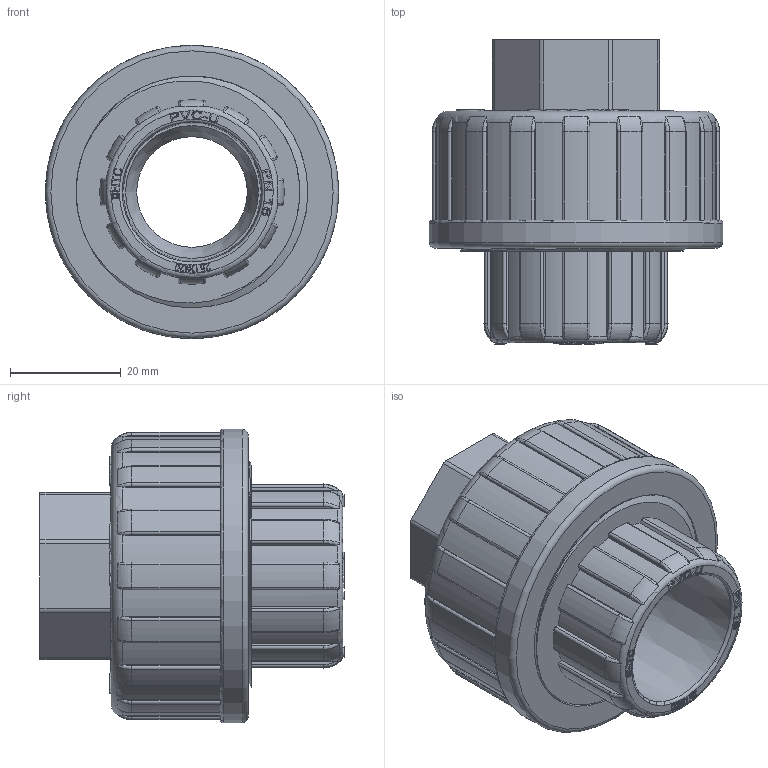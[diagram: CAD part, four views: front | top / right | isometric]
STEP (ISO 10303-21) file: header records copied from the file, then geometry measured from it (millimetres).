
FILE_DESCRIPTION(/* description */ (''),/* implementation_level */ '2;1');
FILE_NAME(/* name */ '25不锈钢内螺纹.stp',/* time_stamp */ '2025-04-28T10:52:53+08:00',/* author */ (''),/* organization */ (''),/* preprocessor_version */ 'ST-DEVELOPER v16',/* originating_system */ 'SIEMENS PLM Software NX 10.0',/* authorisation */ '');
FILE_SCHEMA (('AUTOMOTIVE_DESIGN { 1 0 10303 214 3 1 1 1 }'));
Length unit declared in the file: millimetre
Products named in the file (1): gelv2D688D03eqla
Bounding box: 53 x 54.95 x 53 mm (x, y, z)
Volume: 49557.7 mm3; surface area: 27764.3 mm2
Topology: 3 solids, 3 shells, 873 faces, 2343 edges, 1520 vertices
Faces by surface type: plane 387, extrusion 219, cylinder 167, bspline 65, torus 33, cone 2
Full cylindrical faces by diameter (mm): 0.732 x1, 0.972 x1, 2.461 x1, 3.231 x1, 20 x1, 21 x1, 24 x1, 26.441 x7, 32.3 x1, 35.2 x2, 38.7 x1, 38.952 x6, 41.91 x8, 53 x1
Entity records: 37629 total; most frequent: CARTESIAN_POINT 18588, ORIENTED_EDGE 4502, DIRECTION 2880, EDGE_CURVE 2251, VERTEX_POINT 1471, B_SPLINE_CURVE_WITH_KNOTS 1341, AXIS2_PLACEMENT_3D 963, VECTOR 954
